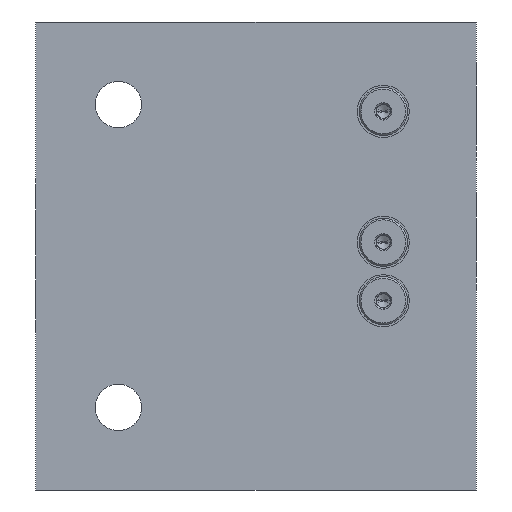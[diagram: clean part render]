
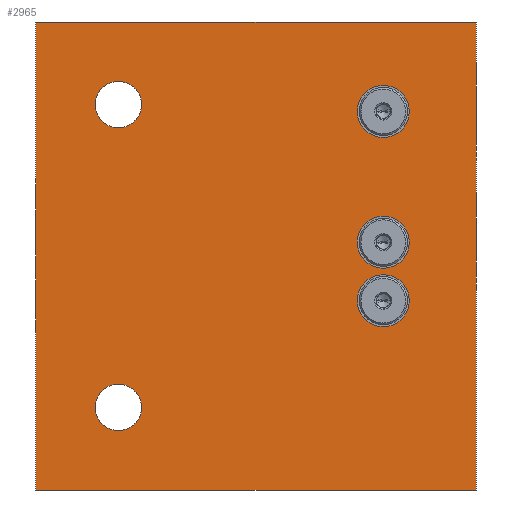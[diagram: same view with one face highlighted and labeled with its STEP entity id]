
A CAD part, left-side view. The second image highlights one B-rep face of the part: STEP entity #2965.
In plain terms, the highlighted planar face has unit normal (-1, 0, 0).
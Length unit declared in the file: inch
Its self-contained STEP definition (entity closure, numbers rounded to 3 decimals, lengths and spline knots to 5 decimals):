
#1=DIRECTION('',(0.,-1.,0.));
#2=VECTOR('',#1,4.);
#3=CARTESIAN_POINT('',(0.,0.,0.));
#4=LINE('',#3,#2);
#27=DIRECTION('',(0.,0.,1.));
#28=VECTOR('',#27,4.25);
#29=CARTESIAN_POINT('',(0.,0.,0.));
#30=LINE('',#29,#28);
#31=CARTESIAN_POINT('',(0.,-0.75,3.5));
#32=DIRECTION('',(1.,0.,0.));
#33=DIRECTION('',(0.,0.,-1.));
#34=AXIS2_PLACEMENT_3D('',#31,#32,#33);
#36=CARTESIAN_POINT('',(0.,-0.75,3.5));
#37=DIRECTION('',(1.,0.,0.));
#38=DIRECTION('',(0.,0.,1.));
#39=AXIS2_PLACEMENT_3D('',#36,#37,#38);
#41=CARTESIAN_POINT('',(0.,-0.75,0.75));
#42=DIRECTION('',(1.,0.,0.));
#43=DIRECTION('',(0.,0.,-1.));
#44=AXIS2_PLACEMENT_3D('',#41,#42,#43);
#46=CARTESIAN_POINT('',(0.,-0.75,0.75));
#47=DIRECTION('',(1.,0.,0.));
#48=DIRECTION('',(0.,0.,1.));
#49=AXIS2_PLACEMENT_3D('',#46,#47,#48);
#51=CARTESIAN_POINT('',(0.,-3.156,1.719));
#52=DIRECTION('',(1.,0.,0.));
#53=DIRECTION('',(0.,0.,-1.));
#54=AXIS2_PLACEMENT_3D('',#51,#52,#53);
#56=CARTESIAN_POINT('',(0.,-3.156,1.719));
#57=DIRECTION('',(1.,0.,0.));
#58=DIRECTION('',(0.,0.,1.));
#59=AXIS2_PLACEMENT_3D('',#56,#57,#58);
#61=CARTESIAN_POINT('',(0.,-3.156,2.25));
#62=DIRECTION('',(1.,0.,0.));
#63=DIRECTION('',(0.,0.,-1.));
#64=AXIS2_PLACEMENT_3D('',#61,#62,#63);
#66=CARTESIAN_POINT('',(0.,-3.156,2.25));
#67=DIRECTION('',(1.,0.,0.));
#68=DIRECTION('',(0.,0.,1.));
#69=AXIS2_PLACEMENT_3D('',#66,#67,#68);
#71=CARTESIAN_POINT('',(0.,-3.156,3.438));
#72=DIRECTION('',(1.,0.,0.));
#73=DIRECTION('',(0.,0.,-1.));
#74=AXIS2_PLACEMENT_3D('',#71,#72,#73);
#76=CARTESIAN_POINT('',(0.,-3.156,3.438));
#77=DIRECTION('',(1.,0.,0.));
#78=DIRECTION('',(0.,0.,1.));
#79=AXIS2_PLACEMENT_3D('',#76,#77,#78);
#119=DIRECTION('',(0.,0.,1.));
#120=VECTOR('',#119,4.25);
#121=CARTESIAN_POINT('',(0.,-4.,0.));
#122=LINE('',#121,#120);
#143=DIRECTION('',(0.,-1.,0.));
#144=VECTOR('',#143,4.);
#145=CARTESIAN_POINT('',(0.,0.,4.25));
#146=LINE('',#145,#144);
#2509=CARTESIAN_POINT('',(0.,0.,0.));
#2510=CARTESIAN_POINT('',(0.,-4.,0.));
#2511=VERTEX_POINT('',#2509);
#2512=VERTEX_POINT('',#2510);
#2517=CARTESIAN_POINT('',(0.,0.,4.25));
#2518=CARTESIAN_POINT('',(0.,-4.,4.25));
#2519=VERTEX_POINT('',#2517);
#2520=VERTEX_POINT('',#2518);
#2681=CARTESIAN_POINT('',(0.,-0.75,3.289));
#2682=CARTESIAN_POINT('',(0.,-0.75,3.711));
#2683=VERTEX_POINT('',#2681);
#2684=VERTEX_POINT('',#2682);
#2689=CARTESIAN_POINT('',(0.,-0.75,0.539));
#2690=CARTESIAN_POINT('',(0.,-0.75,0.961));
#2691=VERTEX_POINT('',#2689);
#2692=VERTEX_POINT('',#2690);
#2717=CARTESIAN_POINT('',(0.,-3.156,1.483));
#2718=CARTESIAN_POINT('',(0.,-3.156,1.955));
#2719=VERTEX_POINT('',#2717);
#2720=VERTEX_POINT('',#2718);
#2763=CARTESIAN_POINT('',(0.,-3.156,2.014));
#2764=CARTESIAN_POINT('',(0.,-3.156,2.486));
#2765=VERTEX_POINT('',#2763);
#2766=VERTEX_POINT('',#2764);
#2793=CARTESIAN_POINT('',(0.,-3.156,3.202));
#2794=CARTESIAN_POINT('',(0.,-3.156,3.674));
#2795=VERTEX_POINT('',#2793);
#2796=VERTEX_POINT('',#2794);
#2921=CARTESIAN_POINT('',(0.,0.,0.));
#2922=DIRECTION('',(-1.,0.,0.));
#2923=DIRECTION('',(0.,-1.,0.));
#2924=AXIS2_PLACEMENT_3D('',#2921,#2922,#2923);
#2925=PLANE('',#2924);
#2926=ORIENTED_EDGE('',*,*,#2904,.F.);
#2928=ORIENTED_EDGE('',*,*,#2927,.T.);
#2930=ORIENTED_EDGE('',*,*,#2929,.T.);
#2932=ORIENTED_EDGE('',*,*,#2931,.F.);
#2933=EDGE_LOOP('',(#2926,#2928,#2930,#2932));
#2934=FACE_OUTER_BOUND('',#2933,.F.);
#2936=ORIENTED_EDGE('',*,*,#2935,.F.);
#2938=ORIENTED_EDGE('',*,*,#2937,.F.);
#2939=EDGE_LOOP('',(#2936,#2938));
#2940=FACE_BOUND('',#2939,.F.);
#2942=ORIENTED_EDGE('',*,*,#2941,.F.);
#2944=ORIENTED_EDGE('',*,*,#2943,.F.);
#2945=EDGE_LOOP('',(#2942,#2944));
#2946=FACE_BOUND('',#2945,.F.);
#2948=ORIENTED_EDGE('',*,*,#2947,.F.);
#2950=ORIENTED_EDGE('',*,*,#2949,.F.);
#2951=EDGE_LOOP('',(#2948,#2950));
#2952=FACE_BOUND('',#2951,.F.);
#2954=ORIENTED_EDGE('',*,*,#2953,.F.);
#2956=ORIENTED_EDGE('',*,*,#2955,.F.);
#2957=EDGE_LOOP('',(#2954,#2956));
#2958=FACE_BOUND('',#2957,.F.);
#2960=ORIENTED_EDGE('',*,*,#2959,.F.);
#2962=ORIENTED_EDGE('',*,*,#2961,.F.);
#2963=EDGE_LOOP('',(#2960,#2962));
#2964=FACE_BOUND('',#2963,.F.);
#2965=ADVANCED_FACE('',(#2934,#2940,#2946,#2952,#2958,#2964),#2925,.T.);
#35=CIRCLE('',#34,0.211);
#40=CIRCLE('',#39,0.211);
#45=CIRCLE('',#44,0.211);
#50=CIRCLE('',#49,0.211);
#55=CIRCLE('',#54,0.236);
#60=CIRCLE('',#59,0.236);
#65=CIRCLE('',#64,0.236);
#70=CIRCLE('',#69,0.236);
#75=CIRCLE('',#74,0.236);
#80=CIRCLE('',#79,0.236);
#2904=EDGE_CURVE('',#2511,#2512,#4,.T.);
#2927=EDGE_CURVE('',#2511,#2519,#30,.T.);
#2929=EDGE_CURVE('',#2519,#2520,#146,.T.);
#2931=EDGE_CURVE('',#2512,#2520,#122,.T.);
#2935=EDGE_CURVE('',#2683,#2684,#35,.T.);
#2937=EDGE_CURVE('',#2684,#2683,#40,.T.);
#2941=EDGE_CURVE('',#2691,#2692,#45,.T.);
#2943=EDGE_CURVE('',#2692,#2691,#50,.T.);
#2947=EDGE_CURVE('',#2719,#2720,#55,.T.);
#2949=EDGE_CURVE('',#2720,#2719,#60,.T.);
#2953=EDGE_CURVE('',#2765,#2766,#65,.T.);
#2955=EDGE_CURVE('',#2766,#2765,#70,.T.);
#2959=EDGE_CURVE('',#2795,#2796,#75,.T.);
#2961=EDGE_CURVE('',#2796,#2795,#80,.T.);
